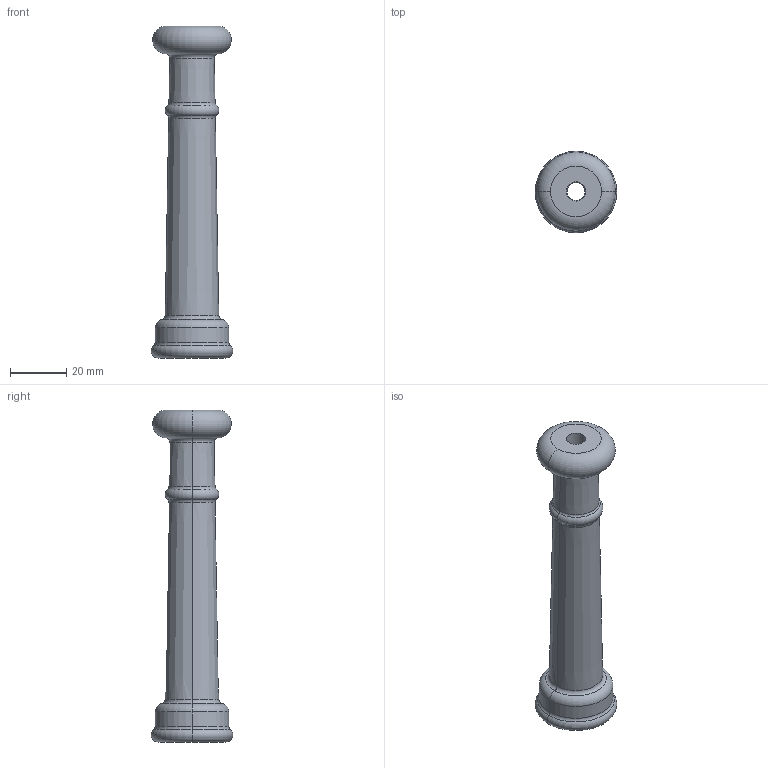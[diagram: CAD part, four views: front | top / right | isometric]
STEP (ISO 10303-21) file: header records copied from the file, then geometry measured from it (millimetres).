
FILE_DESCRIPTION (( 'STEP AP203' ), '1' );
FILE_NAME ('SB32.STEP', '2019-10-30T13:07:22', ( 'tempuser' ), ( 'Microsoft' ), 'SwSTEP 2.0', 'SolidWorks 2019', '' );
FILE_SCHEMA (( 'CONFIG_CONTROL_DESIGN' ));
Length unit declared in the file: inch
Products named in the file (1): SB32
Bounding box: 28.96 x 28.96 x 117.86 mm (x, y, z)
Volume: 27020.8 mm3; surface area: 11604.3 mm2
Topology: 1 solids, 1 shells, 71 faces, 142 edges, 72 vertices
Faces by surface type: torus 42, cylinder 14, cone 14, plane 1
Entity records: 1909 total; most frequent: DIRECTION 400, CARTESIAN_POINT 286, ORIENTED_EDGE 284, AXIS2_PLACEMENT_3D 186, EDGE_CURVE 142, CIRCLE 114, VERTEX_POINT 72, EDGE_LOOP 72
